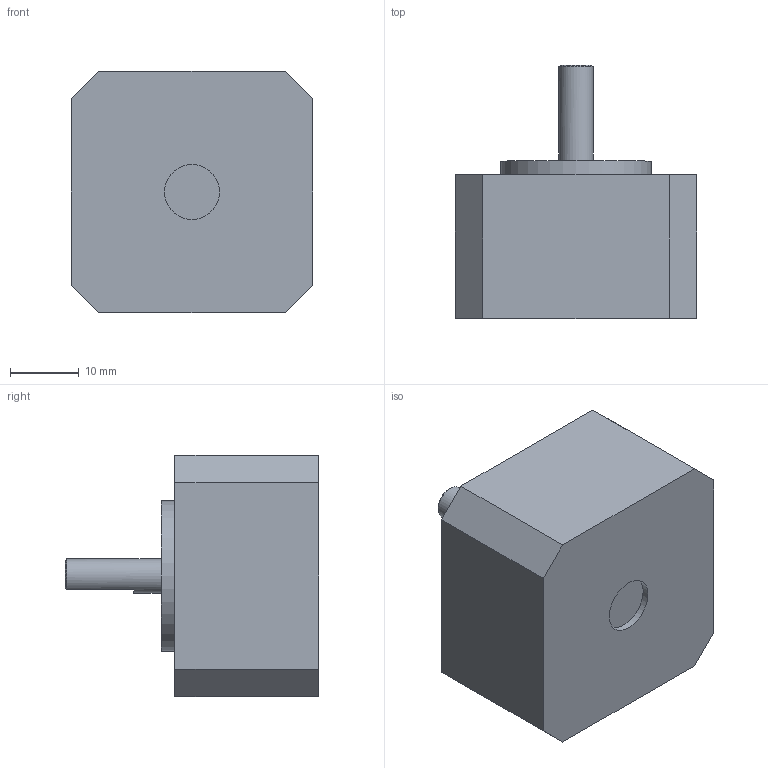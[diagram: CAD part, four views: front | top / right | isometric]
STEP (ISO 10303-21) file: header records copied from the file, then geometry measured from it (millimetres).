
FILE_DESCRIPTION(/* description */ (''),/* implementation_level */ '2;1');
FILE_NAME(/* name */ '35x35x20Stepper v1 v1.step',/* time_stamp */ '2022-02-01T16:36:52+00:00',/* author */ (''),/* organization */ (''),/* preprocessor_version */ 'ST-DEVELOPER v18.1',/* originating_system */ 'Autodesk Translation Framework v10.10.0.1391',/* authorisation */ '');
FILE_SCHEMA (('AUTOMOTIVE_DESIGN { 1 0 10303 214 3 1 1 }'));
Length unit declared in the file: millimetre
Products named in the file (1): 35x35x20Stepper v1
Bounding box: 35.2 x 37 x 35.2 mm (x, y, z)
Volume: 26209.1 mm3; surface area: 5704.1 mm2
Topology: 1 solids, 1 shells, 28 faces, 55 edges, 36 vertices
Faces by surface type: plane 20, cylinder 7, cone 1
Full cylindrical faces by diameter (mm): 3 x4, 5 x1, 8 x1, 22 x1
Entity records: 790 total; most frequent: DIRECTION 128, CARTESIAN_POINT 126, ORIENTED_EDGE 110, EDGE_CURVE 55, AXIS2_PLACEMENT_3D 46, LINE 36, VECTOR 36, VERTEX_POINT 36
